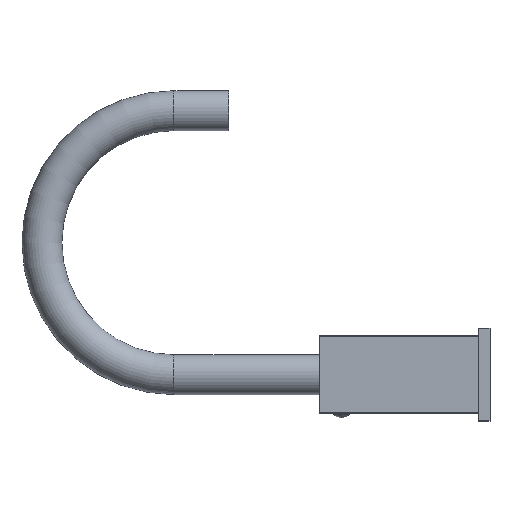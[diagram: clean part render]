
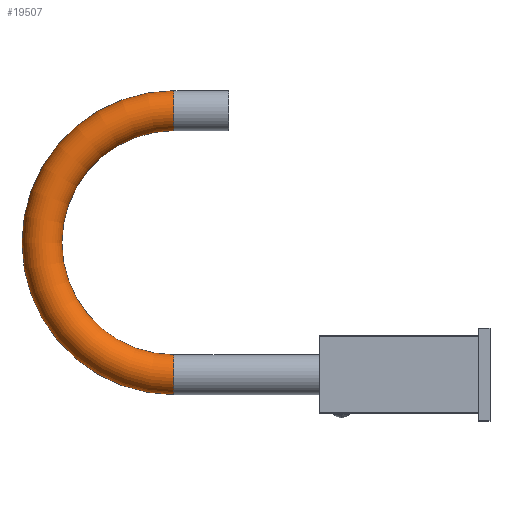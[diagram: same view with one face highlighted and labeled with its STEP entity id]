
A CAD part, left-side view. The second image highlights one B-rep face of the part: STEP entity #19507.
In plain terms, the highlighted toroidal (fillet/blend) face has major radius 59.55 mm and minor radius 9 mm.
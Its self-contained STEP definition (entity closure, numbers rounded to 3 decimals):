
#8100=CARTESIAN_POINT('',(0.,137.55,119.1));
#8101=DIRECTION('',(0.,-1.,0.));
#8102=DIRECTION('',(0.,0.,1.));
#8103=AXIS2_PLACEMENT_3D('',#8100,#8101,#8102);
#8128=CARTESIAN_POINT('',(0.,137.55,59.55));
#8129=DIRECTION('',(1.,0.,0.));
#8130=DIRECTION('',(0.,0.,-1.));
#8131=AXIS2_PLACEMENT_3D('',#8128,#8129,#8130);
#8551=CARTESIAN_POINT('',(0.,137.55,0.));
#8552=DIRECTION('',(0.,1.,0.));
#8553=DIRECTION('',(0.,0.,-1.));
#8554=AXIS2_PLACEMENT_3D('',#8551,#8552,#8553);
#8556=CARTESIAN_POINT('',(0.,137.55,59.55));
#8557=DIRECTION('',(1.,0.,0.));
#8558=DIRECTION('',(0.,0.,-1.));
#8559=AXIS2_PLACEMENT_3D('',#8556,#8557,#8558);
#15978=CARTESIAN_POINT('',(0.,137.55,-9.));
#15979=CARTESIAN_POINT('',(0.,137.55,9.));
#15980=VERTEX_POINT('',#15978);
#15981=VERTEX_POINT('',#15979);
#15986=CARTESIAN_POINT('',(0.,137.55,128.1));
#15987=CARTESIAN_POINT('',(0.,137.55,110.1));
#15988=VERTEX_POINT('',#15986);
#15989=VERTEX_POINT('',#15987);
#19496=CARTESIAN_POINT('',(0.,137.55,59.55));
#19497=DIRECTION('',(1.,0.,0.));
#19498=DIRECTION('',(0.,0.,1.));
#19499=AXIS2_PLACEMENT_3D('',#19496,#19497,#19498);
#19500=TOROIDAL_SURFACE('',#19499,59.55,9.);
#19501=ORIENTED_EDGE('',*,*,#19483,.F.);
#19502=ORIENTED_EDGE('',*,*,#18518,.T.);
#19503=ORIENTED_EDGE('',*,*,#18476,.T.);
#19504=ORIENTED_EDGE('',*,*,#18515,.F.);
#19505=EDGE_LOOP('',(#19501,#19502,#19503,#19504));
#19506=FACE_OUTER_BOUND('',#19505,.F.);
#19507=ADVANCED_FACE('',(#19506),#19500,.T.);
#8104=CIRCLE('',#8103,9.);
#8132=CIRCLE('',#8131,50.55);
#8555=CIRCLE('',#8554,9.);
#8560=CIRCLE('',#8559,68.55);
#18476=EDGE_CURVE('',#15988,#15989,#8104,.T.);
#18515=EDGE_CURVE('',#15981,#15989,#8132,.T.);
#18518=EDGE_CURVE('',#15980,#15988,#8560,.T.);
#19483=EDGE_CURVE('',#15980,#15981,#8555,.T.);
